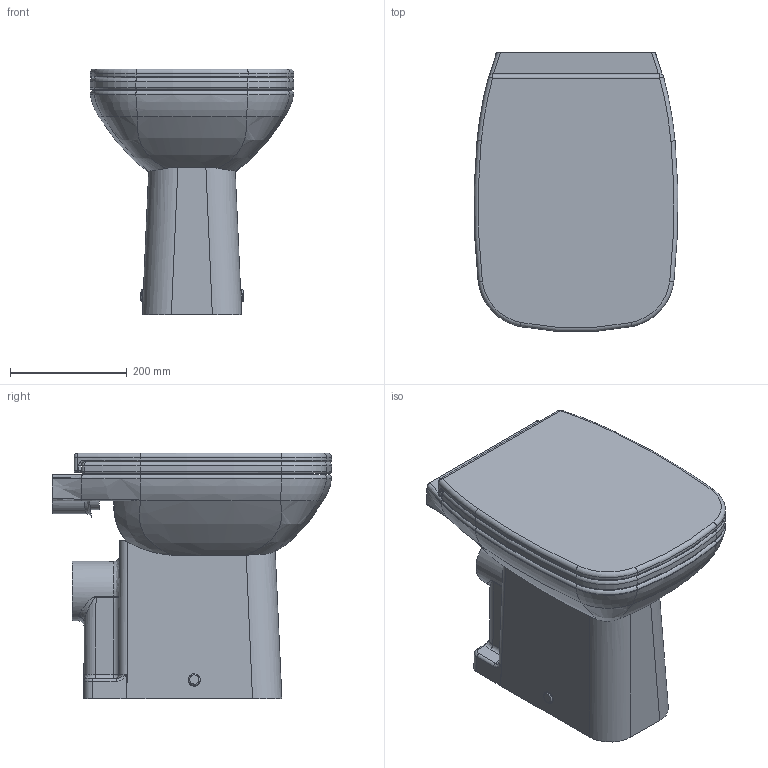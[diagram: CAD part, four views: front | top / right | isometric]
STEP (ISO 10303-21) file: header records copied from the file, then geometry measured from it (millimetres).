
FILE_DESCRIPTION((''),'2;1');
FILE_NAME('210909.stp','2007-11-24T15:58:19',('Huebner'),(''),'Autodesk Inventor 11','Autodesk Inventor 11','');
FILE_SCHEMA(('AUTOMOTIVE_DESIGN { 1 0 10303 214 1 1 1 1 }'));
Length unit declared in the file: millimetre
Products named in the file (5): 210909; Deckel_unten_klein; Deckel_oben_klein; Stopfen_unten
Assembly tree (5 placements, depth 2):
  210909
    210909
    Deckel_unten_klein
    Deckel_oben_klein
    Stopfen_unten  x2
Bounding box: 349.47 x 478.94 x 422.04 mm (x, y, z)
Volume: 21029748.1 mm3; surface area: 1330292.5 mm2
Topology: 5 solids, 7 shells, 284 faces, 671 edges, 402 vertices
Faces by surface type: cylinder 86, bspline 79, torus 63, plane 50, sphere 6
Full cylindrical faces by diameter (mm): 12 x2, 15 x5, 20 x2, 21 x4, 41 x1, 55 x1, 88 x1, 102 x1
Entity records: 17636 total; most frequent: CARTESIAN_POINT 11638, ORIENTED_EDGE 1260, DIRECTION 1158, EDGE_CURVE 630, AXIS2_PLACEMENT_3D 517, VERTEX_POINT 393, EDGE_LOOP 311, CIRCLE 293
